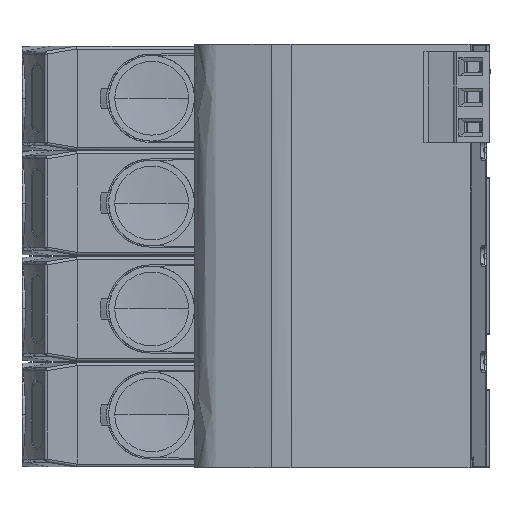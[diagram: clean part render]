
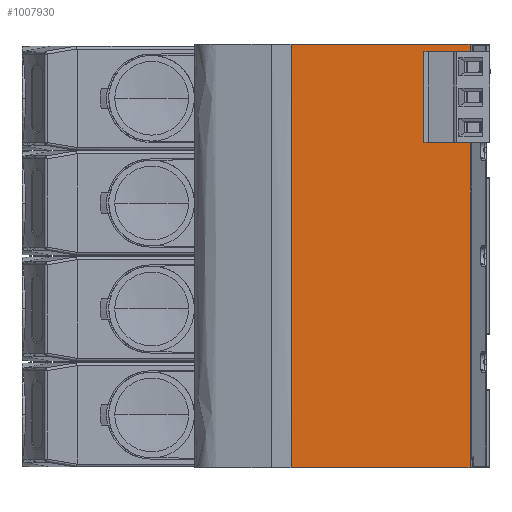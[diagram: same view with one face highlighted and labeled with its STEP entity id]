
A CAD part, left-side view. The second image highlights one B-rep face of the part: STEP entity #1007930.
In plain terms, the highlighted planar face has unit normal (-1, 0, 0).
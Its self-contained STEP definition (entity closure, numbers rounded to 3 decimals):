
#192900=CARTESIAN_POINT('',(-21.253,62.973,
-0.322));
#192910=VERTEX_POINT('',#192900);
#192940=CARTESIAN_POINT('',(-21.25,48.171,
-0.193));
#192950=DIRECTION('',(0.,-1.,
0.009));
#192960=VECTOR('',#192950,1.);
#192970=LINE('',#192940,#192960);
#192980=CARTESIAN_POINT('',(-21.252,60.691,
-0.302));
#192990=VERTEX_POINT('',#192980);
#193000=EDGE_CURVE('',#192910,#192990,#192970,.T.);
#193250=CARTESIAN_POINT('',(-21.253,62.973,
0.858));
#193260=VERTEX_POINT('',#193250);
#193290=CARTESIAN_POINT('',(-21.253,62.973,
70.85));
#193300=DIRECTION('',(0.,0.,1.));
#193310=VECTOR('',#193300,1.);
#193320=LINE('',#193290,#193310);
#193330=EDGE_CURVE('',#192910,#193260,#193320,.T.);
#193490=CARTESIAN_POINT('',(-21.252,60.691,
0.878));
#193500=VERTEX_POINT('',#193490);
#193530=CARTESIAN_POINT('',(-21.25,48.171,
0.987));
#193540=DIRECTION('',(0.,1.,
-0.009));
#193550=VECTOR('',#193540,1.);
#193560=LINE('',#193530,#193550);
#193570=EDGE_CURVE('',#193500,#193260,#193560,.T.);
#901440=CARTESIAN_POINT('',(-21.252,56.823,
0.929));
#901450=VERTEX_POINT('',#901440);
#901480=CARTESIAN_POINT('',(-21.243,0.,0.929));
#901490=DIRECTION('',(0.,-1.,
0.));
#901500=VECTOR('',#901490,1.);
#901510=LINE('',#901480,#901500);
#901520=CARTESIAN_POINT('',(-21.252,60.691,
0.929));
#901530=VERTEX_POINT('',#901520);
#901540=EDGE_CURVE('',#901530,#901450,#901510,.T.);
#902450=CARTESIAN_POINT('',(-21.252,60.691,
16.169));
#902460=VERTEX_POINT('',#902450);
#915140=CARTESIAN_POINT('',(-21.243,0.,16.169));
#915150=DIRECTION('',(0.,1.,
0.));
#915160=VECTOR('',#915150,1.);
#915170=LINE('',#915140,#915160);
#915180=CARTESIAN_POINT('',(-21.252,56.823,
16.169));
#915190=VERTEX_POINT('',#915180);
#915200=EDGE_CURVE('',#915190,#902460,#915170,.T.);
#1004070=CARTESIAN_POINT('',(-21.252,60.691,
16.222));
#1004080=VERTEX_POINT('',#1004070);
#1004110=CARTESIAN_POINT('',(-21.252,60.691,
-0.302));
#1004120=DIRECTION('',(0.,0.,1.));
#1004130=VECTOR('',#1004120,1.);
#1004140=LINE('',#1004110,#1004130);
#1004150=EDGE_CURVE('',#902460,#1004080,#1004140,.T.);
#1005590=EDGE_CURVE('',#193500,#901530,#1004140,.T.);
#1006890=CARTESIAN_POINT('',(-21.253,62.973,
16.242));
#1006900=VERTEX_POINT('',#1006890);
#1007080=CARTESIAN_POINT('',(-21.253,62.973,
70.822));
#1007090=VERTEX_POINT('',#1007080);
#1007120=CARTESIAN_POINT('',(-21.253,62.973,
70.85));
#1007130=DIRECTION('',(0.,0.,-1.));
#1007140=VECTOR('',#1007130,1.);
#1007150=LINE('',#1007120,#1007140);
#1007160=EDGE_CURVE('',#1007090,#1006900,#1007150,.T.);
#1007210=CARTESIAN_POINT('',(-21.25,48.171,
70.693));
#1007220=DIRECTION('',(0.,-1.,
-0.009));
#1007230=VECTOR('',#1007220,1.);
#1007240=LINE('',#1007210,#1007230);
#1007250=CARTESIAN_POINT('',(-21.252,60.691,
70.802));
#1007260=VERTEX_POINT('',#1007250);
#1007270=EDGE_CURVE('',#1007090,#1007260,#1007240,.T.);
#1007430=CARTESIAN_POINT('',(-21.253,62.973,
-18.75));
#1007440=DIRECTION('',(-1.,0.,
0.));
#1007450=DIRECTION('',(0.,-1.,
0.));
#1007460=AXIS2_PLACEMENT_3D('',#1007430,#1007440,#1007450);
#1007470=PLANE('',#1007460);
#1007480=ORIENTED_EDGE('',*,*,#1007270,.F.);
#1007490=CARTESIAN_POINT('',(-21.25,48.171,
70.802));
#1007500=DIRECTION('',(0.,-1.,
0.));
#1007510=VECTOR('',#1007500,1.);
#1007520=LINE('',#1007490,#1007510);
#1007530=CARTESIAN_POINT('',(-21.248,32.889,
70.802));
#1007540=VERTEX_POINT('',#1007530);
#1007550=EDGE_CURVE('',#1007260,#1007540,#1007520,.T.);
#1007560=ORIENTED_EDGE('',*,*,#1007550,.F.);
#1007570=CARTESIAN_POINT('',(-21.248,32.889,
-0.302));
#1007580=DIRECTION('',(0.,0.,1.));
#1007590=VECTOR('',#1007580,1.);
#1007600=LINE('',#1007570,#1007590);
#1007610=CARTESIAN_POINT('',(-21.248,32.889,
-0.302));
#1007620=VERTEX_POINT('',#1007610);
#1007630=EDGE_CURVE('',#1007620,#1007540,#1007600,.T.);
#1007640=ORIENTED_EDGE('',*,*,#1007630,.T.);
#1007650=CARTESIAN_POINT('',(-21.25,48.171,
-0.302));
#1007660=DIRECTION('',(0.,-1.,
0.));
#1007670=VECTOR('',#1007660,1.);
#1007680=LINE('',#1007650,#1007670);
#1007690=EDGE_CURVE('',#192990,#1007620,#1007680,.T.);
#1007700=ORIENTED_EDGE('',*,*,#1007690,.T.);
#1007710=ORIENTED_EDGE('',*,*,#193000,.T.);
#1007720=ORIENTED_EDGE('',*,*,#193330,.F.);
#1007730=ORIENTED_EDGE('',*,*,#193570,.T.);
#1007740=ORIENTED_EDGE('',*,*,#1005590,.F.);
#1007750=ORIENTED_EDGE('',*,*,#901540,.F.);
#1007760=CARTESIAN_POINT('',(-21.252,56.823,0.));
#1007770=DIRECTION('',(0.,0.,-1.));
#1007780=VECTOR('',#1007770,1.);
#1007790=LINE('',#1007760,#1007780);
#1007800=EDGE_CURVE('',#915190,#901450,#1007790,.T.);
#1007810=ORIENTED_EDGE('',*,*,#1007800,.T.);
#1007820=ORIENTED_EDGE('',*,*,#915200,.F.);
#1007830=ORIENTED_EDGE('',*,*,#1004150,.F.);
#1007840=CARTESIAN_POINT('',(-21.25,48.171,
16.113));
#1007850=DIRECTION('',(0.,1.,
0.009));
#1007860=VECTOR('',#1007850,1.);
#1007870=LINE('',#1007840,#1007860);
#1007880=EDGE_CURVE('',#1004080,#1006900,#1007870,.T.);
#1007890=ORIENTED_EDGE('',*,*,#1007880,.F.);
#1007900=ORIENTED_EDGE('',*,*,#1007160,.T.);
#1007910=EDGE_LOOP('',(#1007900,#1007890,#1007830,#1007820,#1007810,
#1007750,#1007740,#1007730,#1007720,#1007710,#1007700,#1007640,#1007560,
#1007480));
#1007920=FACE_OUTER_BOUND('',#1007910,.T.);
#1007930=ADVANCED_FACE('',(#1007920),#1007470,.T.);
